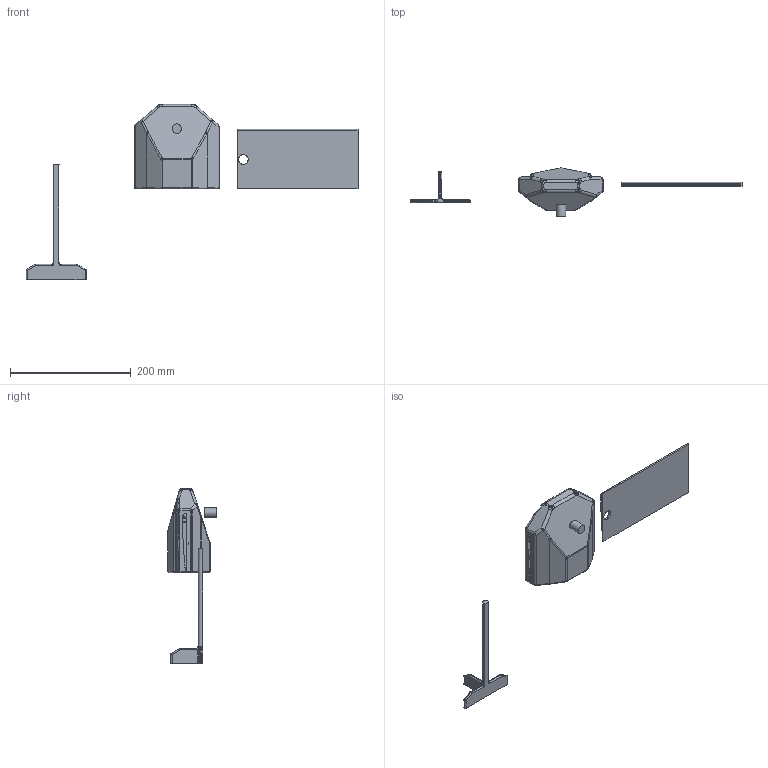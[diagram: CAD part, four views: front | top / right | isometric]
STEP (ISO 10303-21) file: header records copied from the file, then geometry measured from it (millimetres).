
FILE_DESCRIPTION(/* description */ (''),/* implementation_level */ '2;1');
FILE_NAME(/* name */ 'f2c2d641-2910-46a2-b8ed-5b7ac2d28b2c.stp',/* time_stamp */ '2019-01-08T13:14:41+00:00',/* author */ (''),/* organization */ (''),/* preprocessor_version */ 'ST-DEVELOPER v17.2',/* originating_system */ 'Autodesk Translation Framework v7.6.0.251',/* authorisation */ '');
FILE_SCHEMA (('AUTOMOTIVE_DESIGN { 1 0 10303 214 3 1 1 }'));
Length unit declared in the file: millimetre
Products named in the file (3): Body Main; wing mount point mirror; Pin
Assembly tree (2 placements, depth 2):
  Body Main
    wing mount point mirror
    Pin
Bounding box: 550 x 79.92 x 290 mm (x, y, z)
Volume: 262495.2 mm3; surface area: 186272.1 mm2
Topology: 4 solids, 5 shells, 340 faces, 839 edges, 510 vertices
Faces by surface type: cylinder 124, bspline 101, plane 94, sphere 18, torus 3
Full cylindrical faces by diameter (mm): 3.2 x4, 4 x2, 15.6 x1, 16 x5
Entity records: 13478 total; most frequent: CARTESIAN_POINT 5600, ORIENTED_EDGE 1670, DIRECTION 1593, EDGE_CURVE 835, AXIS2_PLACEMENT_3D 624, VERTEX_POINT 510, CIRCLE 358, EDGE_LOOP 355
